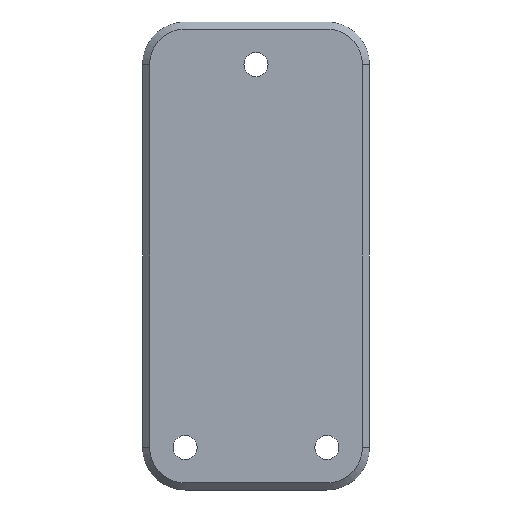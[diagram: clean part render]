
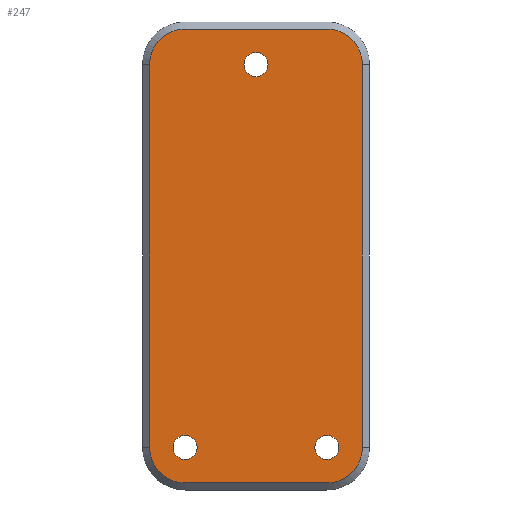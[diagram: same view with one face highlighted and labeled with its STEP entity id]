
A CAD part, front view. The second image highlights one B-rep face of the part: STEP entity #247.
In plain terms, the highlighted planar face has unit normal (0, -1, 0).
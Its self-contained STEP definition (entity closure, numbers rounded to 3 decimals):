
#18=FACE_BOUND('',#52,.T.);
#19=FACE_BOUND('',#53,.T.);
#20=FACE_BOUND('',#54,.T.);
#28=PLANE('',#282);
#38=FACE_OUTER_BOUND('',#51,.T.);
#51=EDGE_LOOP('',(#201,#202,#203,#204,#205,#206,#207,#208));
#52=EDGE_LOOP('',(#209));
#53=EDGE_LOOP('',(#210));
#54=EDGE_LOOP('',(#211));
#63=CIRCLE('',#268,5.);
#65=CIRCLE('',#272,5.);
#67=CIRCLE('',#276,5.);
#69=CIRCLE('',#280,5.);
#70=CIRCLE('',#283,1.7);
#71=CIRCLE('',#284,1.7);
#72=CIRCLE('',#285,1.7);
#80=LINE('',#383,#99);
#82=LINE('',#392,#101);
#88=LINE('',#407,#107);
#91=LINE('',#416,#110);
#99=VECTOR('',#307,10.);
#101=VECTOR('',#317,10.);
#107=VECTOR('',#331,10.);
#110=VECTOR('',#342,10.);
#114=VERTEX_POINT('',#370);
#117=VERTEX_POINT('',#375);
#118=VERTEX_POINT('',#379);
#120=VERTEX_POINT('',#385);
#122=VERTEX_POINT('',#391);
#124=VERTEX_POINT('',#397);
#126=VERTEX_POINT('',#403);
#128=VERTEX_POINT('',#409);
#130=VERTEX_POINT('',#418);
#131=VERTEX_POINT('',#420);
#132=VERTEX_POINT('',#422);
#139=EDGE_CURVE('',#117,#114,#63,.T.);
#142=EDGE_CURVE('',#114,#118,#80,.T.);
#145=EDGE_CURVE('',#118,#120,#65,.T.);
#146=EDGE_CURVE('',#120,#122,#82,.T.);
#151=EDGE_CURVE('',#122,#124,#67,.T.);
#154=EDGE_CURVE('',#124,#126,#88,.T.);
#157=EDGE_CURVE('',#126,#128,#69,.T.);
#159=EDGE_CURVE('',#128,#117,#91,.T.);
#160=EDGE_CURVE('',#130,#130,#70,.T.);
#161=EDGE_CURVE('',#131,#131,#71,.T.);
#162=EDGE_CURVE('',#132,#132,#72,.T.);
#201=ORIENTED_EDGE('',*,*,#139,.F.);
#202=ORIENTED_EDGE('',*,*,#159,.F.);
#203=ORIENTED_EDGE('',*,*,#157,.F.);
#204=ORIENTED_EDGE('',*,*,#154,.F.);
#205=ORIENTED_EDGE('',*,*,#151,.F.);
#206=ORIENTED_EDGE('',*,*,#146,.F.);
#207=ORIENTED_EDGE('',*,*,#145,.F.);
#208=ORIENTED_EDGE('',*,*,#142,.F.);
#209=ORIENTED_EDGE('',*,*,#160,.F.);
#210=ORIENTED_EDGE('',*,*,#161,.F.);
#211=ORIENTED_EDGE('',*,*,#162,.F.);
#247=ADVANCED_FACE('',(#38,#18,#19,#20),#28,.F.);
#268=AXIS2_PLACEMENT_3D('',#377,#301,#302);
#272=AXIS2_PLACEMENT_3D('',#389,#313,#314);
#276=AXIS2_PLACEMENT_3D('',#401,#325,#326);
#280=AXIS2_PLACEMENT_3D('',#413,#337,#338);
#282=AXIS2_PLACEMENT_3D('',#417,#343,#344);
#283=AXIS2_PLACEMENT_3D('',#419,#345,#346);
#284=AXIS2_PLACEMENT_3D('',#421,#347,#348);
#285=AXIS2_PLACEMENT_3D('',#423,#349,#350);
#301=DIRECTION('center_axis',(0.,1.,0.));
#302=DIRECTION('ref_axis',(-1.,0.,0.));
#307=DIRECTION('',(1.,0.,0.));
#313=DIRECTION('center_axis',(0.,1.,0.));
#314=DIRECTION('ref_axis',(0.,0.,1.));
#317=DIRECTION('',(0.,0.,-1.));
#325=DIRECTION('center_axis',(0.,1.,0.));
#326=DIRECTION('ref_axis',(1.,0.,0.));
#331=DIRECTION('',(-1.,0.,0.));
#337=DIRECTION('center_axis',(0.,1.,0.));
#338=DIRECTION('ref_axis',(0.,0.,-1.));
#342=DIRECTION('',(0.,0.,1.));
#343=DIRECTION('center_axis',(0.,1.,0.));
#344=DIRECTION('ref_axis',(1.,0.,0.));
#345=DIRECTION('center_axis',(0.,-1.,0.));
#346=DIRECTION('ref_axis',(1.,0.,0.));
#347=DIRECTION('center_axis',(0.,-1.,0.));
#348=DIRECTION('ref_axis',(1.,0.,0.));
#349=DIRECTION('center_axis',(0.,-1.,0.));
#350=DIRECTION('ref_axis',(1.,0.,0.));
#370=CARTESIAN_POINT('',(-10.,0.,59.));
#375=CARTESIAN_POINT('',(-15.,0.,54.));
#377=CARTESIAN_POINT('Origin',(-10.,0.,54.));
#379=CARTESIAN_POINT('',(10.,0.,59.));
#383=CARTESIAN_POINT('',(-5.,0.,59.));
#385=CARTESIAN_POINT('',(15.,0.,54.));
#389=CARTESIAN_POINT('Origin',(10.,0.,54.));
#391=CARTESIAN_POINT('',(15.,0.,0.));
#392=CARTESIAN_POINT('',(15.,0.,40.5));
#397=CARTESIAN_POINT('',(10.,0.,-5.));
#401=CARTESIAN_POINT('Origin',(10.,0.,0.));
#403=CARTESIAN_POINT('',(-10.,0.,-5.));
#407=CARTESIAN_POINT('',(5.,0.,-5.));
#409=CARTESIAN_POINT('',(-15.,0.,0.));
#413=CARTESIAN_POINT('Origin',(-10.,0.,0.));
#416=CARTESIAN_POINT('',(-15.,0.,13.5));
#417=CARTESIAN_POINT('Origin',(0.,0.,27.));
#418=CARTESIAN_POINT('',(-1.7,0.,54.));
#419=CARTESIAN_POINT('Origin',(0.,0.,54.));
#420=CARTESIAN_POINT('',(8.3,0.,0.));
#421=CARTESIAN_POINT('Origin',(10.,0.,0.));
#422=CARTESIAN_POINT('',(-11.7,0.,0.));
#423=CARTESIAN_POINT('Origin',(-10.,0.,0.));
